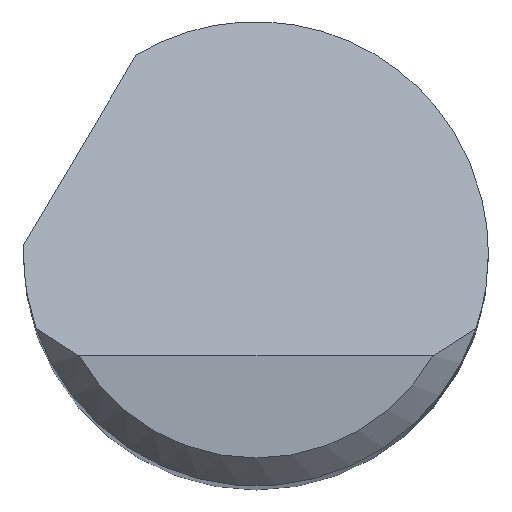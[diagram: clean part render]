
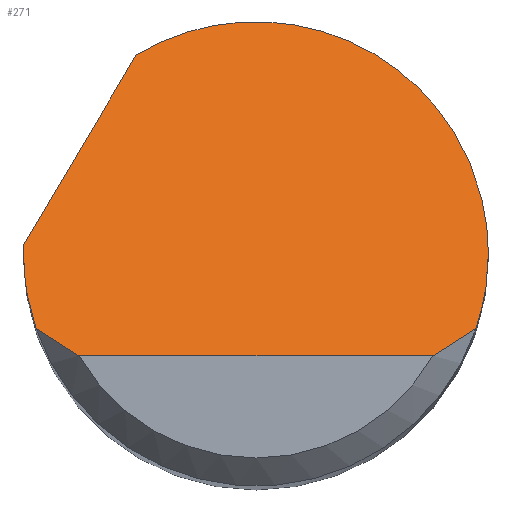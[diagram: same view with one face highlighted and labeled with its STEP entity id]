
A CAD part, top view. The second image highlights one B-rep face of the part: STEP entity #271.
In plain terms, the highlighted planar face has unit normal (0, 0.707, 0.707).
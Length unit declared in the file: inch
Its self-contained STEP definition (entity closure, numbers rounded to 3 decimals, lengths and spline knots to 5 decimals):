
#1 = VERTEX_POINT ( 'NONE', #725 ) ;
#8 = CARTESIAN_POINT ( 'NONE',  ( 0.12279, -0.02708, 1.97208 ) ) ;
#14 = EDGE_LOOP ( 'NONE', ( #380, #460, #103, #98, #435, #636, #742, #714 ) ) ;
#19 = B_SPLINE_CURVE_WITH_KNOTS ( 'NONE', 3,
 ( #631, #768, #78, #209 ),
 .UNSPECIFIED., .F., .F.,
 ( 4, 4 ),
 ( 0., 0.0008 ),
 .UNSPECIFIED. ) ;
#26 = CARTESIAN_POINT ( 'NONE',  ( -0.09526, -0.055, 2. ) ) ;
#32 = CARTESIAN_POINT ( 'NONE',  ( -0.15516, -0.04606, 1.99106 ) ) ;
#42 = CARTESIAN_POINT ( 'NONE',  ( -0.11843, -0.04, 1.985 ) ) ;
#70 = EDGE_CURVE ( 'NONE', #161, #780, #196, .T. ) ;
#78 = CARTESIAN_POINT ( 'NONE',  ( 0.11107, -0.04528, 1.99028 ) ) ;
#95 = B_SPLINE_CURVE_WITH_KNOTS ( 'NONE', 3,
 ( #42, #255, #182, #26 ),
 .UNSPECIFIED., .F., .F.,
 ( 4, 4 ),
 ( 0., 0.0008 ),
 .UNSPECIFIED. ) ;
#98 = ORIENTED_EDGE ( 'NONE', *, *, #167, .F. ) ;
#100 = DIRECTION ( 'NONE',  ( 0., -0.707, -0.707 ) ) ;
#101 = VERTEX_POINT ( 'NONE', #608 ) ;
#103 = ORIENTED_EDGE ( 'NONE', *, *, #430, .F. ) ;
#144 = EDGE_CURVE ( 'NONE', #1, #708, #19, .T. ) ;
#161 = VERTEX_POINT ( 'NONE', #285 ) ;
#167 = EDGE_CURVE ( 'NONE', #101, #233, #713, .T. ) ;
#174 = VERTEX_POINT ( 'NONE', #214 ) ;
#182 = CARTESIAN_POINT ( 'NONE',  ( -0.10339, -0.05031, 1.99531 ) ) ;
#196 =( BOUNDED_CURVE ( )  B_SPLINE_CURVE ( 3, ( #622, #274, #477, #205 ),
 .UNSPECIFIED., .F., .F. ) 
 B_SPLINE_CURVE_WITH_KNOTS ( ( 4, 4 ),
 ( 4.71239, 4.7524 ),
 .UNSPECIFIED. ) 
 CURVE ( )  GEOMETRIC_REPRESENTATION_ITEM ( )  RATIONAL_B_SPLINE_CURVE ( ( 1., 1., 1., 1. ) ) 
 REPRESENTATION_ITEM ( '' )  );
#198 = CARTESIAN_POINT ( 'NONE',  ( 0.125, 0., 1.945 ) ) ;
#205 = CARTESIAN_POINT ( 'NONE',  ( -0.1249, 0.005, 1.94 ) ) ;
#209 = CARTESIAN_POINT ( 'NONE',  ( 0.11843, -0.04, 1.985 ) ) ;
#214 = CARTESIAN_POINT ( 'NONE',  ( -0.09526, -0.055, 2. ) ) ;
#222 = LINE ( 'NONE', #32, #626 ) ;
#223 = CARTESIAN_POINT ( 'NONE',  ( -0.125, -0.01363, 1.95863 ) ) ;
#233 = VERTEX_POINT ( 'NONE', #732 ) ;
#255 = CARTESIAN_POINT ( 'NONE',  ( -0.11107, -0.04528, 1.99028 ) ) ;
#258 = EDGE_CURVE ( 'NONE', #780, #101, #222, .T. ) ;
#268 = CARTESIAN_POINT ( 'NONE',  ( 0.11843, -0.04, 1.985 ) ) ;
#269 = CARTESIAN_POINT ( 'NONE',  ( -0.1249, 0.005, 1.94 ) ) ;
#271 = ADVANCED_FACE ( 'NONE', ( #508 ), #310, .F. ) ;
#274 = CARTESIAN_POINT ( 'NONE',  ( -0.125, 0.00167, 1.94333 ) ) ;
#284 = CARTESIAN_POINT ( 'NONE',  ( -0.11843, -0.04, 1.985 ) ) ;
#285 = CARTESIAN_POINT ( 'NONE',  ( -0.125, 0., 1.945 ) ) ;
#310 = PLANE ( 'NONE',  #813 ) ;
#341 =( BOUNDED_CURVE ( )  B_SPLINE_CURVE ( 3, ( #284, #571, #223, #496 ),
 .UNSPECIFIED., .F., .F. ) 
 B_SPLINE_CURVE_WITH_KNOTS ( ( 4, 4 ),
 ( 4.38666, 4.71239 ),
 .UNSPECIFIED. ) 
 CURVE ( )  GEOMETRIC_REPRESENTATION_ITEM ( )  RATIONAL_B_SPLINE_CURVE ( ( 1., 0.991, 0.991, 1. ) ) 
 REPRESENTATION_ITEM ( '' )  );
#352 = CARTESIAN_POINT ( 'NONE',  ( 0.125, -0.01363, 1.95863 ) ) ;
#372 = DIRECTION ( 'NONE',  ( 0.386, 0.652, -0.652 ) ) ;
#380 = ORIENTED_EDGE ( 'NONE', *, *, #454, .T. ) ;
#407 = DIRECTION ( 'NONE',  ( 1., 0., 0. ) ) ;
#430 = EDGE_CURVE ( 'NONE', #233, #708, #488, .T. ) ;
#435 = ORIENTED_EDGE ( 'NONE', *, *, #258, .F. ) ;
#448 = CARTESIAN_POINT ( 'NONE',  ( 0.11843, -0.04, 1.985 ) ) ;
#454 = EDGE_CURVE ( 'NONE', #174, #1, #540, .T. ) ;
#460 = ORIENTED_EDGE ( 'NONE', *, *, #144, .T. ) ;
#472 = CARTESIAN_POINT ( 'NONE',  ( 0., -0.055, 2. ) ) ;
#477 = CARTESIAN_POINT ( 'NONE',  ( -0.12497, 0.00333, 1.94167 ) ) ;
#488 =( BOUNDED_CURVE ( )  B_SPLINE_CURVE ( 3, ( #198, #352, #8, #268 ),
 .UNSPECIFIED., .F., .F. ) 
 B_SPLINE_CURVE_WITH_KNOTS ( ( 4, 4 ),
 ( 1.5708, 1.89653 ),
 .UNSPECIFIED. ) 
 CURVE ( )  GEOMETRIC_REPRESENTATION_ITEM ( )  RATIONAL_B_SPLINE_CURVE ( ( 1., 0.991, 0.991, 1. ) ) 
 REPRESENTATION_ITEM ( '' )  );
#489 = CARTESIAN_POINT ( 'NONE',  ( 0.125, 0., 1.945 ) ) ;
#496 = CARTESIAN_POINT ( 'NONE',  ( -0.125, 0., 1.945 ) ) ;
#508 = FACE_OUTER_BOUND ( 'NONE', #14, .T. ) ;
#540 = LINE ( 'NONE', #472, #748 ) ;
#555 = CARTESIAN_POINT ( 'NONE',  ( -0.06437, 0.10715, 1.83785 ) ) ;
#571 = CARTESIAN_POINT ( 'NONE',  ( -0.12279, -0.02708, 1.97208 ) ) ;
#599 = CARTESIAN_POINT ( 'NONE',  ( -0.11843, -0.04, 1.985 ) ) ;
#608 = CARTESIAN_POINT ( 'NONE',  ( -0.06437, 0.10715, 1.83785 ) ) ;
#622 = CARTESIAN_POINT ( 'NONE',  ( -0.125, 0., 1.945 ) ) ;
#626 = VECTOR ( 'NONE', #372, 39.37008 ) ;
#631 = CARTESIAN_POINT ( 'NONE',  ( 0.09526, -0.055, 2. ) ) ;
#636 = ORIENTED_EDGE ( 'NONE', *, *, #70, .F. ) ;
#644 = DIRECTION ( 'NONE',  ( 0., 0.707, -0.707 ) ) ;
#668 = EDGE_CURVE ( 'NONE', #797, #174, #95, .T. ) ;
#700 = CARTESIAN_POINT ( 'NONE',  ( 0.125, 0.10961, 1.83539 ) ) ;
#708 = VERTEX_POINT ( 'NONE', #448 ) ;
#713 =( BOUNDED_CURVE ( )  B_SPLINE_CURVE ( 3, ( #555, #829, #700, #489 ),
 .UNSPECIFIED., .F., .F. ) 
 B_SPLINE_CURVE_WITH_KNOTS ( ( 4, 4 ),
 ( 5.74227, 7.85398 ),
 .UNSPECIFIED. ) 
 CURVE ( )  GEOMETRIC_REPRESENTATION_ITEM ( )  RATIONAL_B_SPLINE_CURVE ( ( 1., 0.662, 0.662, 1. ) ) 
 REPRESENTATION_ITEM ( '' )  );
#714 = ORIENTED_EDGE ( 'NONE', *, *, #668, .T. ) ;
#725 = CARTESIAN_POINT ( 'NONE',  ( 0.09526, -0.055, 2. ) ) ;
#732 = CARTESIAN_POINT ( 'NONE',  ( 0.125, 0., 1.945 ) ) ;
#742 = ORIENTED_EDGE ( 'NONE', *, *, #884, .F. ) ;
#748 = VECTOR ( 'NONE', #407, 39.37008 ) ;
#768 = CARTESIAN_POINT ( 'NONE',  ( 0.10339, -0.05031, 1.99531 ) ) ;
#780 = VERTEX_POINT ( 'NONE', #269 ) ;
#797 = VERTEX_POINT ( 'NONE', #599 ) ;
#813 = AXIS2_PLACEMENT_3D ( 'NONE', #848, #100, #644 ) ;
#829 = CARTESIAN_POINT ( 'NONE',  ( 0.0296, 0.1636, 1.7814 ) ) ;
#848 = CARTESIAN_POINT ( 'NONE',  ( -0.125, -0.055, 2. ) ) ;
#884 = EDGE_CURVE ( 'NONE', #797, #161, #341, .T. ) ;
